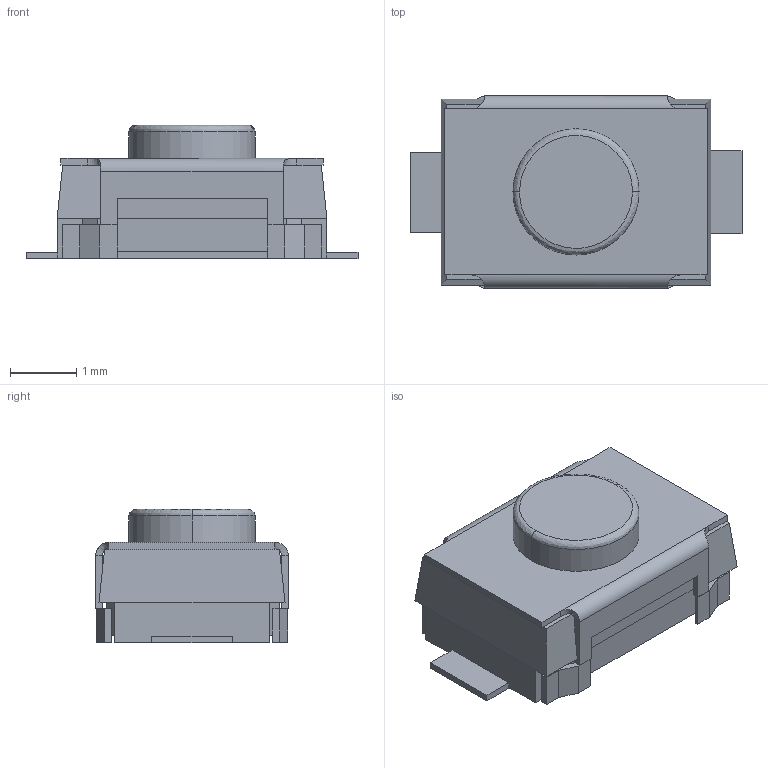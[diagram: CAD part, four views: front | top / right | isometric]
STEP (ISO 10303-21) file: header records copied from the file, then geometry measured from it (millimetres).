
FILE_DESCRIPTION (( 'STEP AP214' ), '1' );
FILE_NAME ('SWITCH_SKRKAHE020.step', '2022-03-11T13:40:07', ( '' ), ( '' ), 'SwSTEP 2.0', 'SolidWorks 2017', '' );
FILE_SCHEMA (( 'AUTOMOTIVE_DESIGN' ));
Length unit declared in the file: millimetre
Products named in the file (4): SW-SMD_L4.0-W2.9-LS5.0; SWITCH_SKRKAHE020; SW1; =_[0_1_1_5]
Assembly tree (3 placements, depth 4):
  SWITCH_SKRKAHE020
    SW1
      SW-SMD_L4.0-W2.9-LS5.0
        =_[0_1_1_5]
Bounding box: 5 x 2.9 x 2.01 mm (x, y, z)
Volume: 17.7 mm3; surface area: 56.7 mm2
Topology: 1 solids, 1 shells, 246 faces, 702 edges, 454 vertices
Faces by surface type: plane 186, bspline 54, cylinder 6
Entity records: 10521 total; most frequent: CARTESIAN_POINT 4024, ORIENTED_EDGE 1404, DIRECTION 994, EDGE_CURVE 702, LINE 582, VECTOR 582, VERTEX_POINT 454, EDGE_LOOP 254
